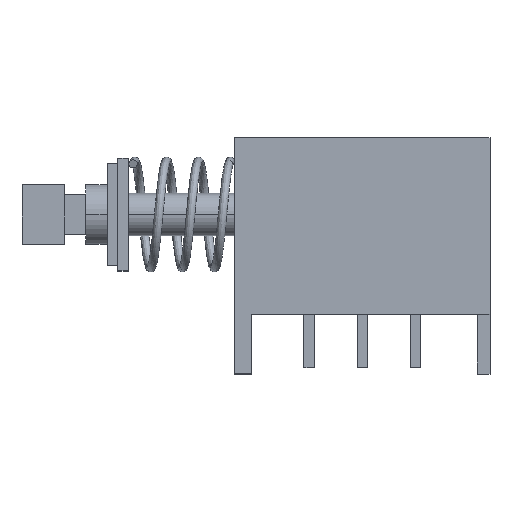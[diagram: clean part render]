
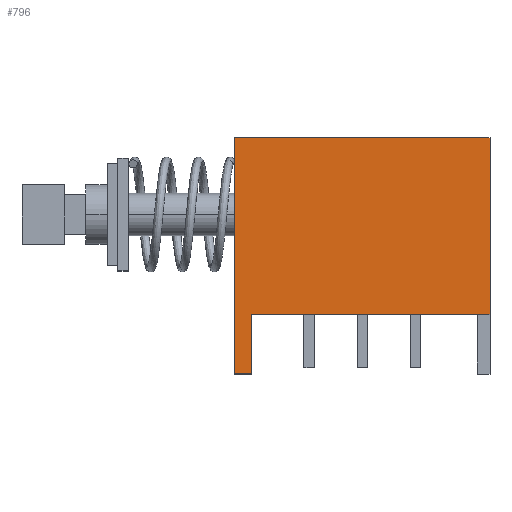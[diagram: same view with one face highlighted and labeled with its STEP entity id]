
A CAD part, top view. The second image highlights one B-rep face of the part: STEP entity #796.
In plain terms, the highlighted planar face has unit normal (0, 0, 1).
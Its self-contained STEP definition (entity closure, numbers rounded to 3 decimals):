
#39 = VECTOR ( 'NONE', #815, 1000. ) ;
#166 = VERTEX_POINT ( 'NONE', #1342 ) ;
#175 = EDGE_LOOP ( 'NONE', ( #534, #206, #2949, #243, #200, #1638 ) ) ;
#200 = ORIENTED_EDGE ( 'NONE', *, *, #2689, .T. ) ;
#206 = ORIENTED_EDGE ( 'NONE', *, *, #3242, .F. ) ;
#243 = ORIENTED_EDGE ( 'NONE', *, *, #1275, .T. ) ;
#322 = CARTESIAN_POINT ( 'NONE',  ( 0., 8.3, 2.5 ) ) ;
#381 = CARTESIAN_POINT ( 'NONE',  ( 12., 8.3, 2.5 ) ) ;
#481 = EDGE_CURVE ( 'NONE', #2056, #1991, #726, .T. ) ;
#534 = ORIENTED_EDGE ( 'NONE', *, *, #2891, .T. ) ;
#551 = LINE ( 'NONE', #1562, #39 ) ;
#662 = LINE ( 'NONE', #1426, #885 ) ;
#726 = LINE ( 'NONE', #2737, #1178 ) ;
#774 = CARTESIAN_POINT ( 'NONE',  ( 0., 8.3, 2.5 ) ) ;
#796 = ADVANCED_FACE ( 'NONE', ( #1390 ), #2552, .F. ) ;
#808 = DIRECTION ( 'NONE',  ( 1., 0., 0. ) ) ;
#815 = DIRECTION ( 'NONE',  ( 0., 1., 0. ) ) ;
#842 = CARTESIAN_POINT ( 'NONE',  ( 0., 0., 2.5 ) ) ;
#885 = VECTOR ( 'NONE', #1923, 1000. ) ;
#888 = VERTEX_POINT ( 'NONE', #2504 ) ;
#945 = CARTESIAN_POINT ( 'NONE',  ( 0.8, -2.8, 2.5 ) ) ;
#1051 = LINE ( 'NONE', #842, #1816 ) ;
#1130 = VECTOR ( 'NONE', #1242, 1000. ) ;
#1131 = EDGE_CURVE ( 'NONE', #1662, #166, #1678, .T. ) ;
#1178 = VECTOR ( 'NONE', #3002, 1000. ) ;
#1196 = VERTEX_POINT ( 'NONE', #1584 ) ;
#1242 = DIRECTION ( 'NONE',  ( 0., 1., 0. ) ) ;
#1275 = EDGE_CURVE ( 'NONE', #166, #1196, #1051, .T. ) ;
#1301 = VECTOR ( 'NONE', #2962, 1000. ) ;
#1342 = CARTESIAN_POINT ( 'NONE',  ( 0.8, 0., 2.5 ) ) ;
#1390 = FACE_OUTER_BOUND ( 'NONE', #175, .T. ) ;
#1426 = CARTESIAN_POINT ( 'NONE',  ( 0., -2.8, 2.5 ) ) ;
#1477 = CARTESIAN_POINT ( 'NONE',  ( 0.8, -2.8, 2.5 ) ) ;
#1562 = CARTESIAN_POINT ( 'NONE',  ( 12., 0., 2.5 ) ) ;
#1584 = CARTESIAN_POINT ( 'NONE',  ( 12., 0., 2.5 ) ) ;
#1638 = ORIENTED_EDGE ( 'NONE', *, *, #481, .T. ) ;
#1662 = VERTEX_POINT ( 'NONE', #1477 ) ;
#1678 = LINE ( 'NONE', #945, #1130 ) ;
#1711 = CARTESIAN_POINT ( 'NONE',  ( 0., 0., 2.5 ) ) ;
#1816 = VECTOR ( 'NONE', #808, 1000. ) ;
#1923 = DIRECTION ( 'NONE',  ( -1., 0., 0. ) ) ;
#1991 = VERTEX_POINT ( 'NONE', #774 ) ;
#2056 = VERTEX_POINT ( 'NONE', #381 ) ;
#2161 = AXIS2_PLACEMENT_3D ( 'NONE', #322, #3074, #3092 ) ;
#2418 = LINE ( 'NONE', #1711, #1301 ) ;
#2504 = CARTESIAN_POINT ( 'NONE',  ( 0., -2.8, 2.5 ) ) ;
#2552 = PLANE ( 'NONE',  #2161 ) ;
#2689 = EDGE_CURVE ( 'NONE', #1196, #2056, #551, .T. ) ;
#2737 = CARTESIAN_POINT ( 'NONE',  ( 0., 8.3, 2.5 ) ) ;
#2891 = EDGE_CURVE ( 'NONE', #1991, #888, #2418, .T. ) ;
#2949 = ORIENTED_EDGE ( 'NONE', *, *, #1131, .T. ) ;
#2962 = DIRECTION ( 'NONE',  ( 0., -1., 0. ) ) ;
#3002 = DIRECTION ( 'NONE',  ( -1., 0., 0. ) ) ;
#3074 = DIRECTION ( 'NONE',  ( 0., 0., -1. ) ) ;
#3092 = DIRECTION ( 'NONE',  ( -1., 0., 0. ) ) ;
#3242 = EDGE_CURVE ( 'NONE', #1662, #888, #662, .T. ) ;
